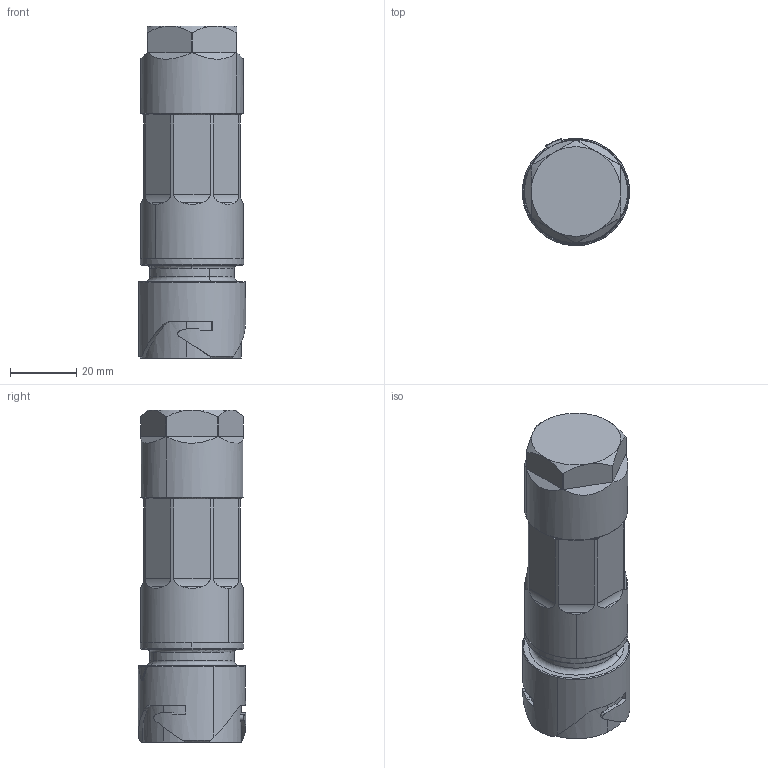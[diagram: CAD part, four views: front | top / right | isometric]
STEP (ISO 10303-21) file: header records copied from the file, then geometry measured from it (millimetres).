
FILE_DESCRIPTION(('CoCreate Modeling STEP Export'),'2;1');
FILE_NAME('HR41-25WBJB-3PC(WEB).stp','2014-10-16T17:19:02',(''),(''),'CoCreate Modeling STEP processor for AP214 (Solid Model)','CoCreate Modeling 17.0 01-Apr-2010 (C) Parametric Technology GmbH','');
FILE_SCHEMA(('AUTOMOTIVE_DESIGN { 1 0 10303 214 1 1 1 1 }'));
Length unit declared in the file: millimetre
Products named in the file (1): HR41-25WBJB-3PC
Bounding box: 32.29 x 32.29 x 100 mm (x, y, z)
Volume: 63152 mm3; surface area: 13909.3 mm2
Topology: 1 solids, 1 shells, 193 faces, 517 edges, 331 vertices
Faces by surface type: plane 89, cylinder 48, bspline 24, cone 19, torus 13
Entity records: 10411 total; most frequent: CARTESIAN_POINT 6209, ORIENTED_EDGE 1034, DIRECTION 657, EDGE_CURVE 517, VERTEX_POINT 331, AXIS2_PLACEMENT_3D 226, VECTOR 205, LINE 205
